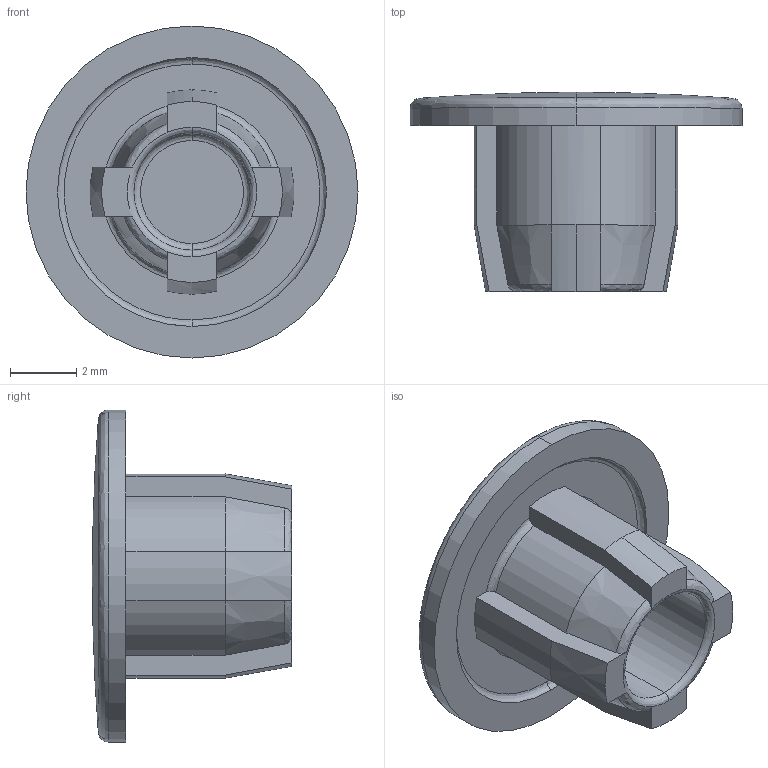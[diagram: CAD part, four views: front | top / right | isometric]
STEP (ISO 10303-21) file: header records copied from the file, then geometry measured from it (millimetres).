
FILE_DESCRIPTION (( 'STEP AP203' ), '1' );
FILE_NAME ('202600023_c_1.STEP', '2022-11-27T23:00:10', ( '' ), ( '' ), 'SwSTEP 2.0', 'SolidWorks 2014', '' );
FILE_SCHEMA (( 'CONFIG_CONTROL_DESIGN' ));
Length unit declared in the file: millimetre
Products named in the file (1): 202600023_c_1
Bounding box: 10 x 6 x 10 mm (x, y, z)
Volume: 127.1 mm3; surface area: 333.1 mm2
Topology: 1 solids, 1 shells, 56 faces, 148 edges, 91 vertices
Faces by surface type: bspline 16, plane 16, cylinder 13, cone 9, torus 2
Entity records: 2187 total; most frequent: CARTESIAN_POINT 874, ORIENTED_EDGE 286, DIRECTION 232, EDGE_CURVE 143, AXIS2_PLACEMENT_3D 97, VERTEX_POINT 91, EDGE_LOOP 58, ADVANCED_FACE 56
